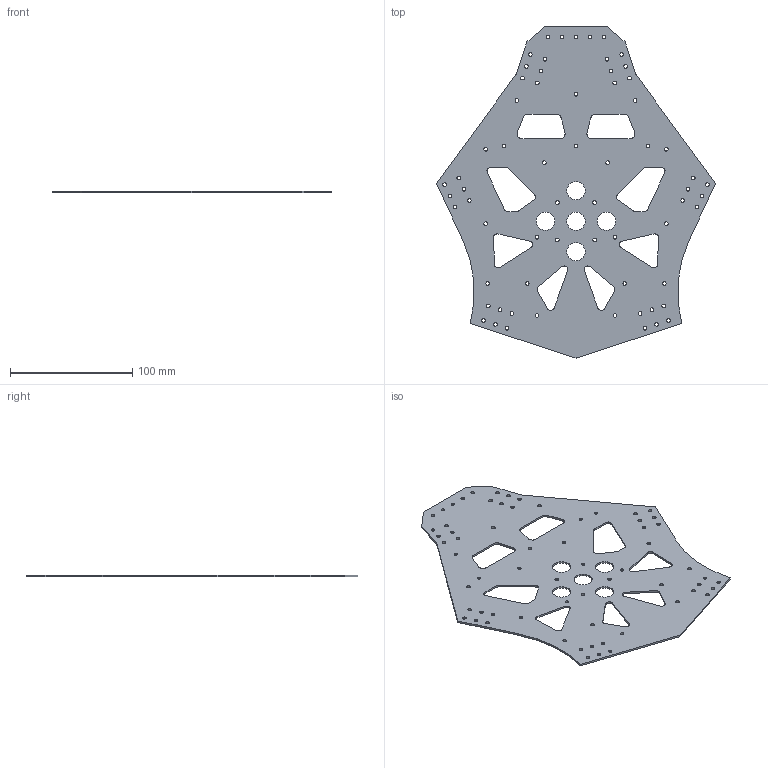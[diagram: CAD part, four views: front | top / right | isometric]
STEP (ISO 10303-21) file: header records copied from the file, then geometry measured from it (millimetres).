
FILE_DESCRIPTION(/* description */ (''),/* implementation_level */ '2;1');
FILE_NAME(/* name */ 'Scarab V1 Mid Top Plate.stp',/* time_stamp */ '2014-06-09T21:07:31-04:00',/* author */ (''),/* organization */ (''),/* preprocessor_version */ 'ST-DEVELOPER v11',/* originating_system */ 'SIEMENS PLM Software NX 7.5',/* authorisation */ '');
FILE_SCHEMA (('CONFIG_CONTROL_DESIGN'));
Length unit declared in the file: millimetre
Products named in the file (1): Gear5348xh01
Bounding box: 228.75 x 272.05 x 1.52 mm (x, y, z)
Volume: 53591.1 mm3; surface area: 74087.3 mm2
Topology: 1 solids, 1 shells, 147 faces, 456 edges, 311 vertices
Faces by surface type: cylinder 104, plane 43
Full cylindrical faces by diameter (mm): 3 x65, 15 x5
Entity records: 5065 total; most frequent: DIRECTION 869, CARTESIAN_POINT 803, ORIENTED_EDGE 730, EDGE_LOOP 373, EDGE_CURVE 365, AXIS2_PLACEMENT_3D 356, FACE_BOUND 298, VERTEX_POINT 290
